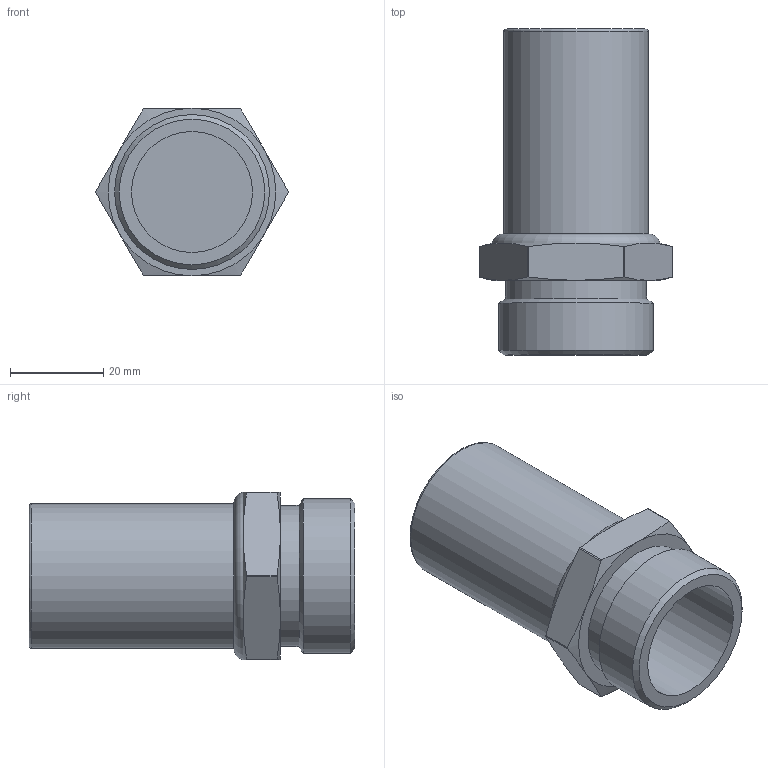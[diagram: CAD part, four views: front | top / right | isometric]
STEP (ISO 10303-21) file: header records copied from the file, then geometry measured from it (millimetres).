
FILE_DESCRIPTION(/* description */ (''),/* implementation_level */ '2;1');
FILE_NAME(/* name */ 'sd_10_es-la.stp',/* time_stamp */ '2017-07-13T10:49:04+02:00',/* author */ ('leitheußer'),/* organization */ (''),/* preprocessor_version */ 'ST-DEVELOPER v15.6',/* originating_system */ 'Autodesk Inventor LT ',/* authorisation */ '');
FILE_SCHEMA (('AUTOMOTIVE_DESIGN { 1 0 10303 214 3 1 1 }'));
Length unit declared in the file: millimetre
Products named in the file (1): SD 10 ES
Bounding box: 41.4 x 70 x 36 mm (x, y, z)
Volume: 22181.9 mm3; surface area: 14747.4 mm2
Topology: 1 solids, 1 shells, 37 faces, 80 edges, 48 vertices
Faces by surface type: cone 14, plane 11, cylinder 10, torus 2
Full cylindrical faces by diameter (mm): 26 x1, 30.291 x1, 31 x1, 33.249 x1
Entity records: 952 total; most frequent: CARTESIAN_POINT 204, DIRECTION 158, ORIENTED_EDGE 142, AXIS2_PLACEMENT_3D 73, EDGE_CURVE 71, EDGE_LOOP 48, VERTEX_POINT 47, FACE_OUTER_BOUND 37
